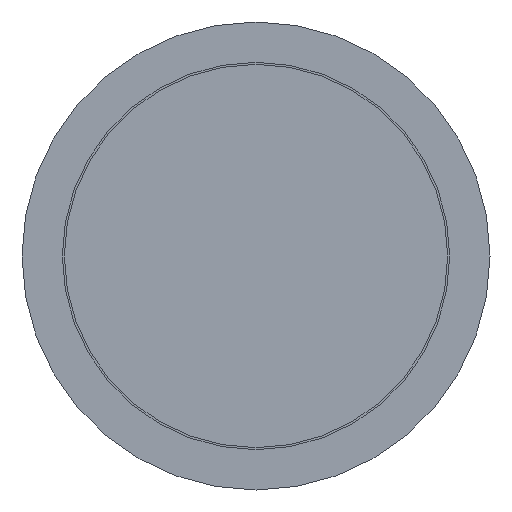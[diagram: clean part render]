
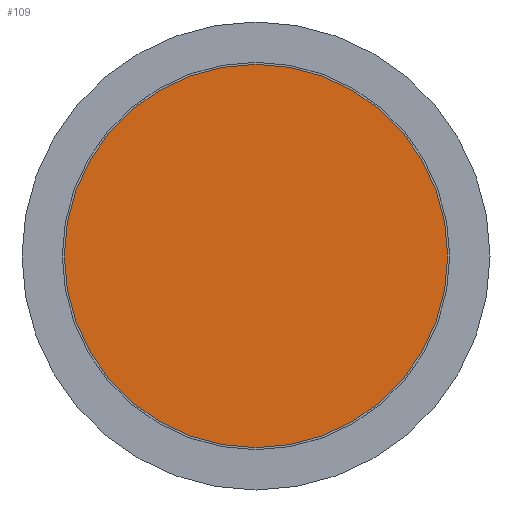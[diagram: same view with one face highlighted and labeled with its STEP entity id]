
A CAD part, front view. The second image highlights one B-rep face of the part: STEP entity #109.
In plain terms, the highlighted planar face has unit normal (0, -1, 0).
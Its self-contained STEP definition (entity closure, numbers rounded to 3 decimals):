
#40 = FACE_OUTER_BOUND ( 'NONE', #315, .T. ) ;
#58 = CARTESIAN_POINT ( 'NONE',  ( 0., 0., 0. ) ) ;
#109 = ADVANCED_FACE ( 'NONE', ( #40 ), #521, .F. ) ;
#168 = DIRECTION ( 'NONE',  ( 0., 1., 0. ) ) ;
#178 = CIRCLE ( 'NONE', #497, 23.75 ) ;
#215 = DIRECTION ( 'NONE',  ( 0., 0., 1. ) ) ;
#224 = DIRECTION ( 'NONE',  ( 0., -1., 0. ) ) ;
#295 = VERTEX_POINT ( 'NONE', #549 ) ;
#314 = AXIS2_PLACEMENT_3D ( 'NONE', #516, #168, #215 ) ;
#315 = EDGE_LOOP ( 'NONE', ( #461 ) ) ;
#362 = EDGE_CURVE ( 'NONE', #295, #295, #178, .T. ) ;
#461 = ORIENTED_EDGE ( 'NONE', *, *, #362, .T. ) ;
#497 = AXIS2_PLACEMENT_3D ( 'NONE', #58, #224, #524 ) ;
#516 = CARTESIAN_POINT ( 'NONE',  ( -23.75, 0., 0. ) ) ;
#521 = PLANE ( 'NONE',  #314 ) ;
#524 = DIRECTION ( 'NONE',  ( 0., 0., -1. ) ) ;
#549 = CARTESIAN_POINT ( 'NONE',  ( 0., 0., -23.75 ) ) ;
